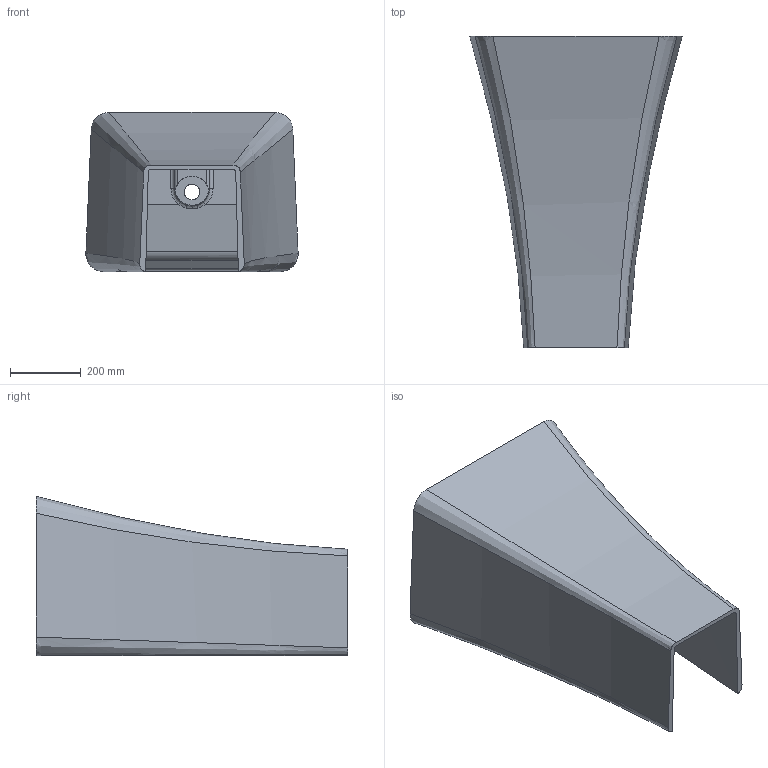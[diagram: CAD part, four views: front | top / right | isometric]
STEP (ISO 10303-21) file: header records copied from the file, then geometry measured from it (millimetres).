
FILE_DESCRIPTION (( 'STEP AP214' ), '1' );
FILE_NAME ('Sunny.STEP', '2021-05-05T07:34:09', ( '' ), ( '' ), 'SwSTEP 2.0', 'SolidWorks 2020', '' );
FILE_SCHEMA (( 'AUTOMOTIVE_DESIGN' ));
Length unit declared in the file: millimetre
Products named in the file (1): Sunny
Bounding box: 600 x 880 x 450 mm (x, y, z)
Volume: 21666094.9 mm3; surface area: 2364998.9 mm2
Topology: 1 solids, 1 shells, 59 faces, 182 edges, 126 vertices
Faces by surface type: bspline 38, plane 10, cylinder 9, cone 2
Entity records: 11456 total; most frequent: CARTESIAN_POINT 10161, ORIENTED_EDGE 364, EDGE_CURVE 182, VERTEX_POINT 126, B_SPLINE_CURVE_WITH_KNOTS 124, DIRECTION 114, EDGE_LOOP 62, ADVANCED_FACE 59
